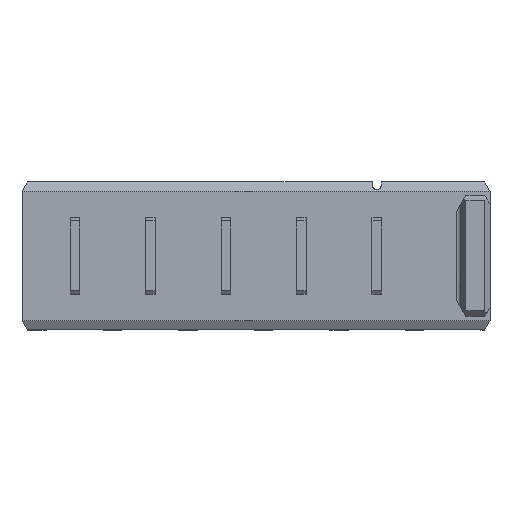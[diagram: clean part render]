
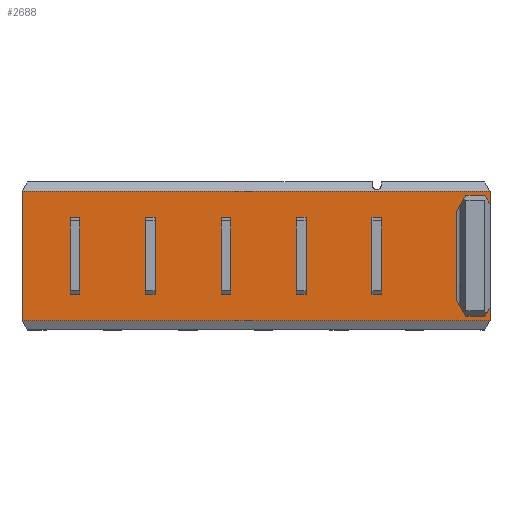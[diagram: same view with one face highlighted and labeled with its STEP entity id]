
A CAD part, top view. The second image highlights one B-rep face of the part: STEP entity #2688.
In plain terms, the highlighted planar face has unit normal (0, 0, 1).
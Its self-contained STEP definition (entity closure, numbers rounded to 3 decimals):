
#2=DIRECTION('',(0.,-1.,0.));
#3=VECTOR('',#2,5.922);
#4=CARTESIAN_POINT('',(13.3,2.961,0.));
#5=LINE('',#4,#3);
#6=DIRECTION('',(-1.,0.,0.));
#7=VECTOR('',#6,1.25);
#8=CARTESIAN_POINT('',(15.15,-4.,0.));
#9=LINE('',#8,#7);
#10=DIRECTION('',(0.,-1.,0.));
#11=VECTOR('',#10,0.9);
#12=CARTESIAN_POINT('',(15.5,-3.394,0.));
#13=LINE('',#12,#11);
#14=DIRECTION('',(1.,0.,0.));
#15=VECTOR('',#14,31.);
#16=CARTESIAN_POINT('',(-15.5,-4.294,0.));
#17=LINE('',#16,#15);
#18=DIRECTION('',(0.,-1.,0.));
#19=VECTOR('',#18,8.588);
#20=CARTESIAN_POINT('',(-15.5,4.294,0.));
#21=LINE('',#20,#19);
#22=DIRECTION('',(-1.,0.,0.));
#23=VECTOR('',#22,31.);
#24=CARTESIAN_POINT('',(15.5,4.294,0.));
#25=LINE('',#24,#23);
#26=DIRECTION('',(0.,-1.,0.));
#27=VECTOR('',#26,0.9);
#28=CARTESIAN_POINT('',(15.5,4.294,0.));
#29=LINE('',#28,#27);
#30=DIRECTION('',(-1.,0.,0.));
#31=VECTOR('',#30,1.25);
#32=CARTESIAN_POINT('',(15.15,4.,0.));
#33=LINE('',#32,#31);
#34=DIRECTION('',(0.,1.,0.));
#35=VECTOR('',#34,3.855);
#36=CARTESIAN_POINT('',(7.683,-1.927,0.));
#37=LINE('',#36,#35);
#38=DIRECTION('',(1.,0.,0.));
#39=VECTOR('',#38,0.635);
#40=CARTESIAN_POINT('',(7.683,-1.927,0.));
#41=LINE('',#40,#39);
#42=DIRECTION('',(0.,1.,0.));
#43=VECTOR('',#42,3.855);
#44=CARTESIAN_POINT('',(8.318,-1.927,0.));
#45=LINE('',#44,#43);
#46=DIRECTION('',(1.,0.,0.));
#47=VECTOR('',#46,0.635);
#48=CARTESIAN_POINT('',(7.683,1.927,0.));
#49=LINE('',#48,#47);
#50=DIRECTION('',(0.,1.,0.));
#51=VECTOR('',#50,3.855);
#52=CARTESIAN_POINT('',(2.683,-1.927,0.));
#53=LINE('',#52,#51);
#54=DIRECTION('',(1.,0.,0.));
#55=VECTOR('',#54,0.635);
#56=CARTESIAN_POINT('',(2.683,-1.927,0.));
#57=LINE('',#56,#55);
#58=DIRECTION('',(0.,1.,0.));
#59=VECTOR('',#58,3.855);
#60=CARTESIAN_POINT('',(3.318,-1.927,0.));
#61=LINE('',#60,#59);
#62=DIRECTION('',(1.,0.,0.));
#63=VECTOR('',#62,0.635);
#64=CARTESIAN_POINT('',(2.683,1.927,0.));
#65=LINE('',#64,#63);
#66=DIRECTION('',(0.,1.,0.));
#67=VECTOR('',#66,3.855);
#68=CARTESIAN_POINT('',(-2.318,-1.927,0.));
#69=LINE('',#68,#67);
#70=DIRECTION('',(1.,0.,0.));
#71=VECTOR('',#70,0.635);
#72=CARTESIAN_POINT('',(-2.318,-1.927,0.));
#73=LINE('',#72,#71);
#74=DIRECTION('',(0.,1.,0.));
#75=VECTOR('',#74,3.855);
#76=CARTESIAN_POINT('',(-1.683,-1.927,0.));
#77=LINE('',#76,#75);
#78=DIRECTION('',(1.,0.,0.));
#79=VECTOR('',#78,0.635);
#80=CARTESIAN_POINT('',(-2.318,1.927,0.));
#81=LINE('',#80,#79);
#82=DIRECTION('',(0.,1.,0.));
#83=VECTOR('',#82,3.855);
#84=CARTESIAN_POINT('',(-7.318,-1.927,0.));
#85=LINE('',#84,#83);
#86=DIRECTION('',(1.,0.,0.));
#87=VECTOR('',#86,0.635);
#88=CARTESIAN_POINT('',(-7.318,-1.927,0.));
#89=LINE('',#88,#87);
#90=DIRECTION('',(0.,1.,0.));
#91=VECTOR('',#90,3.855);
#92=CARTESIAN_POINT('',(-6.683,-1.927,0.));
#93=LINE('',#92,#91);
#94=DIRECTION('',(1.,0.,0.));
#95=VECTOR('',#94,0.635);
#96=CARTESIAN_POINT('',(-7.318,1.927,0.));
#97=LINE('',#96,#95);
#98=DIRECTION('',(0.,1.,0.));
#99=VECTOR('',#98,3.855);
#100=CARTESIAN_POINT('',(-12.318,-1.927,0.));
#101=LINE('',#100,#99);
#102=DIRECTION('',(1.,0.,0.));
#103=VECTOR('',#102,0.635);
#104=CARTESIAN_POINT('',(-12.318,-1.927,0.));
#105=LINE('',#104,#103);
#106=DIRECTION('',(0.,1.,0.));
#107=VECTOR('',#106,3.855);
#108=CARTESIAN_POINT('',(-11.683,-1.927,0.));
#109=LINE('',#108,#107);
#110=DIRECTION('',(1.,0.,0.));
#111=VECTOR('',#110,0.635);
#112=CARTESIAN_POINT('',(-12.318,1.927,0.));
#113=LINE('',#112,#111);
#132=DIRECTION('',(0.5,0.866,0.));
#133=VECTOR('',#132,1.2);
#134=CARTESIAN_POINT('',(13.3,2.961,0.));
#135=LINE('',#134,#133);
#204=DIRECTION('',(0.5,-0.866,0.));
#205=VECTOR('',#204,0.7);
#206=CARTESIAN_POINT('',(15.15,4.,0.));
#207=LINE('',#206,#205);
#232=DIRECTION('',(-0.5,-0.866,0.));
#233=VECTOR('',#232,0.7);
#234=CARTESIAN_POINT('',(15.5,-3.394,0.));
#235=LINE('',#234,#233);
#248=DIRECTION('',(-0.5,0.866,0.));
#249=VECTOR('',#248,1.2);
#250=CARTESIAN_POINT('',(13.9,-4.,0.));
#251=LINE('',#250,#249);
#2113=CARTESIAN_POINT('',(13.9,-4.,0.));
#2115=VERTEX_POINT('',#2113);
#2118=CARTESIAN_POINT('',(15.15,-4.,0.));
#2120=VERTEX_POINT('',#2118);
#2122=CARTESIAN_POINT('',(15.5,-3.394,0.));
#2124=VERTEX_POINT('',#2122);
#2125=CARTESIAN_POINT('',(15.5,3.394,0.));
#2127=VERTEX_POINT('',#2125);
#2129=CARTESIAN_POINT('',(15.15,4.,0.));
#2131=VERTEX_POINT('',#2129);
#2147=CARTESIAN_POINT('',(13.9,4.,0.));
#2148=VERTEX_POINT('',#2147);
#2153=CARTESIAN_POINT('',(15.5,-4.294,0.));
#2155=VERTEX_POINT('',#2153);
#2159=CARTESIAN_POINT('',(-15.5,-4.294,0.));
#2160=VERTEX_POINT('',#2159);
#2165=CARTESIAN_POINT('',(15.5,4.294,0.));
#2167=VERTEX_POINT('',#2165);
#2173=CARTESIAN_POINT('',(-15.5,4.294,0.));
#2174=VERTEX_POINT('',#2173);
#2199=CARTESIAN_POINT('',(13.3,2.961,0.));
#2200=CARTESIAN_POINT('',(13.3,-2.961,0.));
#2201=VERTEX_POINT('',#2199);
#2202=VERTEX_POINT('',#2200);
#2293=CARTESIAN_POINT('',(7.683,-1.927,0.));
#2294=CARTESIAN_POINT('',(7.683,1.927,0.));
#2295=VERTEX_POINT('',#2293);
#2296=VERTEX_POINT('',#2294);
#2297=CARTESIAN_POINT('',(8.318,-1.927,0.));
#2298=CARTESIAN_POINT('',(8.318,1.927,0.));
#2299=VERTEX_POINT('',#2297);
#2300=VERTEX_POINT('',#2298);
#2367=CARTESIAN_POINT('',(2.683,-1.927,0.));
#2368=CARTESIAN_POINT('',(2.683,1.927,0.));
#2369=VERTEX_POINT('',#2367);
#2370=VERTEX_POINT('',#2368);
#2371=CARTESIAN_POINT('',(3.318,-1.927,0.));
#2372=CARTESIAN_POINT('',(3.318,1.927,0.));
#2373=VERTEX_POINT('',#2371);
#2374=VERTEX_POINT('',#2372);
#2439=CARTESIAN_POINT('',(-2.318,-1.927,0.));
#2440=CARTESIAN_POINT('',(-2.318,1.927,0.));
#2441=VERTEX_POINT('',#2439);
#2442=VERTEX_POINT('',#2440);
#2443=CARTESIAN_POINT('',(-1.683,-1.927,0.));
#2444=CARTESIAN_POINT('',(-1.683,1.927,0.));
#2445=VERTEX_POINT('',#2443);
#2446=VERTEX_POINT('',#2444);
#2511=CARTESIAN_POINT('',(-7.318,-1.927,0.));
#2512=CARTESIAN_POINT('',(-7.318,1.927,0.));
#2513=VERTEX_POINT('',#2511);
#2514=VERTEX_POINT('',#2512);
#2515=CARTESIAN_POINT('',(-6.683,-1.927,0.));
#2516=CARTESIAN_POINT('',(-6.683,1.927,0.));
#2517=VERTEX_POINT('',#2515);
#2518=VERTEX_POINT('',#2516);
#2583=CARTESIAN_POINT('',(-12.318,-1.927,0.));
#2584=CARTESIAN_POINT('',(-12.318,1.927,0.));
#2585=VERTEX_POINT('',#2583);
#2586=VERTEX_POINT('',#2584);
#2587=CARTESIAN_POINT('',(-11.683,-1.927,0.));
#2588=CARTESIAN_POINT('',(-11.683,1.927,0.));
#2589=VERTEX_POINT('',#2587);
#2590=VERTEX_POINT('',#2588);
#2607=CARTESIAN_POINT('',(0.,0.,0.));
#2608=DIRECTION('',(0.,0.,1.));
#2609=DIRECTION('',(1.,0.,0.));
#2610=AXIS2_PLACEMENT_3D('',#2607,#2608,#2609);
#2611=PLANE('',#2610);
#2613=ORIENTED_EDGE('',*,*,#2612,.T.);
#2615=ORIENTED_EDGE('',*,*,#2614,.F.);
#2617=ORIENTED_EDGE('',*,*,#2616,.F.);
#2619=ORIENTED_EDGE('',*,*,#2618,.F.);
#2621=ORIENTED_EDGE('',*,*,#2620,.T.);
#2623=ORIENTED_EDGE('',*,*,#2622,.F.);
#2625=ORIENTED_EDGE('',*,*,#2624,.F.);
#2627=ORIENTED_EDGE('',*,*,#2626,.F.);
#2629=ORIENTED_EDGE('',*,*,#2628,.T.);
#2631=ORIENTED_EDGE('',*,*,#2630,.F.);
#2633=ORIENTED_EDGE('',*,*,#2632,.T.);
#2635=ORIENTED_EDGE('',*,*,#2634,.F.);
#2636=EDGE_LOOP('',(#2613,#2615,#2617,#2619,#2621,#2623,#2625,#2627,#2629,#2631,
#2633,#2635));
#2637=FACE_OUTER_BOUND('',#2636,.F.);
#2639=ORIENTED_EDGE('',*,*,#2638,.F.);
#2641=ORIENTED_EDGE('',*,*,#2640,.T.);
#2643=ORIENTED_EDGE('',*,*,#2642,.T.);
#2645=ORIENTED_EDGE('',*,*,#2644,.F.);
#2646=EDGE_LOOP('',(#2639,#2641,#2643,#2645));
#2647=FACE_BOUND('',#2646,.F.);
#2649=ORIENTED_EDGE('',*,*,#2648,.F.);
#2651=ORIENTED_EDGE('',*,*,#2650,.T.);
#2653=ORIENTED_EDGE('',*,*,#2652,.T.);
#2655=ORIENTED_EDGE('',*,*,#2654,.F.);
#2656=EDGE_LOOP('',(#2649,#2651,#2653,#2655));
#2657=FACE_BOUND('',#2656,.F.);
#2659=ORIENTED_EDGE('',*,*,#2658,.F.);
#2661=ORIENTED_EDGE('',*,*,#2660,.T.);
#2663=ORIENTED_EDGE('',*,*,#2662,.T.);
#2665=ORIENTED_EDGE('',*,*,#2664,.F.);
#2666=EDGE_LOOP('',(#2659,#2661,#2663,#2665));
#2667=FACE_BOUND('',#2666,.F.);
#2669=ORIENTED_EDGE('',*,*,#2668,.F.);
#2671=ORIENTED_EDGE('',*,*,#2670,.T.);
#2673=ORIENTED_EDGE('',*,*,#2672,.T.);
#2675=ORIENTED_EDGE('',*,*,#2674,.F.);
#2676=EDGE_LOOP('',(#2669,#2671,#2673,#2675));
#2677=FACE_BOUND('',#2676,.F.);
#2679=ORIENTED_EDGE('',*,*,#2678,.F.);
#2681=ORIENTED_EDGE('',*,*,#2680,.T.);
#2683=ORIENTED_EDGE('',*,*,#2682,.T.);
#2685=ORIENTED_EDGE('',*,*,#2684,.F.);
#2686=EDGE_LOOP('',(#2679,#2681,#2683,#2685));
#2687=FACE_BOUND('',#2686,.F.);
#2612=EDGE_CURVE('',#2201,#2202,#5,.T.);
#2614=EDGE_CURVE('',#2115,#2202,#251,.T.);
#2616=EDGE_CURVE('',#2120,#2115,#9,.T.);
#2618=EDGE_CURVE('',#2124,#2120,#235,.T.);
#2620=EDGE_CURVE('',#2124,#2155,#13,.T.);
#2622=EDGE_CURVE('',#2160,#2155,#17,.T.);
#2624=EDGE_CURVE('',#2174,#2160,#21,.T.);
#2626=EDGE_CURVE('',#2167,#2174,#25,.T.);
#2628=EDGE_CURVE('',#2167,#2127,#29,.T.);
#2630=EDGE_CURVE('',#2131,#2127,#207,.T.);
#2632=EDGE_CURVE('',#2131,#2148,#33,.T.);
#2634=EDGE_CURVE('',#2201,#2148,#135,.T.);
#2638=EDGE_CURVE('',#2295,#2296,#37,.T.);
#2640=EDGE_CURVE('',#2295,#2299,#41,.T.);
#2642=EDGE_CURVE('',#2299,#2300,#45,.T.);
#2644=EDGE_CURVE('',#2296,#2300,#49,.T.);
#2648=EDGE_CURVE('',#2369,#2370,#53,.T.);
#2650=EDGE_CURVE('',#2369,#2373,#57,.T.);
#2652=EDGE_CURVE('',#2373,#2374,#61,.T.);
#2654=EDGE_CURVE('',#2370,#2374,#65,.T.);
#2658=EDGE_CURVE('',#2441,#2442,#69,.T.);
#2660=EDGE_CURVE('',#2441,#2445,#73,.T.);
#2662=EDGE_CURVE('',#2445,#2446,#77,.T.);
#2664=EDGE_CURVE('',#2442,#2446,#81,.T.);
#2668=EDGE_CURVE('',#2513,#2514,#85,.T.);
#2670=EDGE_CURVE('',#2513,#2517,#89,.T.);
#2672=EDGE_CURVE('',#2517,#2518,#93,.T.);
#2674=EDGE_CURVE('',#2514,#2518,#97,.T.);
#2678=EDGE_CURVE('',#2585,#2586,#101,.T.);
#2680=EDGE_CURVE('',#2585,#2589,#105,.T.);
#2682=EDGE_CURVE('',#2589,#2590,#109,.T.);
#2684=EDGE_CURVE('',#2586,#2590,#113,.T.);
#2688=ADVANCED_FACE('',(#2637,#2647,#2657,#2667,#2677,#2687),#2611,.T.);
